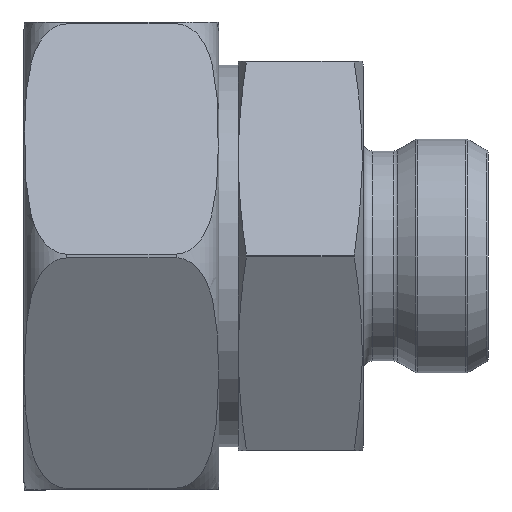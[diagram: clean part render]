
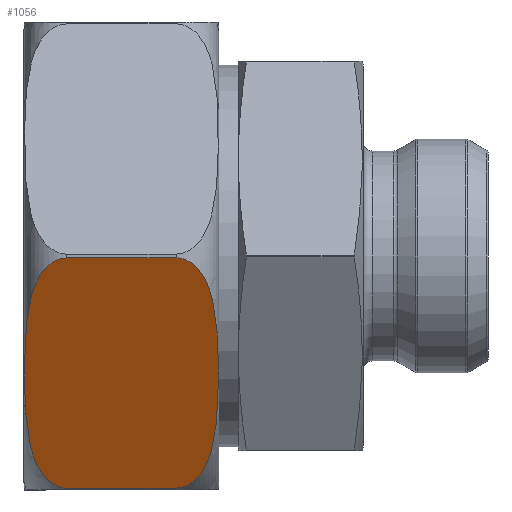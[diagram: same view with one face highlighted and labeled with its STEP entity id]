
A CAD part, front view. The second image highlights one B-rep face of the part: STEP entity #1056.
In plain terms, the highlighted face is planar.
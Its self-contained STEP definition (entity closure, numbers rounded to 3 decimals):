
#814=PLANE('',#5204);
#1056=ADVANCED_FACE('',(#1303),#814,.F.);
#1303=FACE_OUTER_BOUND('',#1622,.T.);
#1622=EDGE_LOOP('',(#2657,#2658,#2659,#2660));
#2032=B_SPLINE_CURVE_WITH_KNOTS('',3,(#7855,#7856,#7857,#7858,#7859,#7860,
#7861,#7862,#7863,#7864,#7865,#7866,#7867,#7868,#7869,#7870,#7871,#7872),
 .UNSPECIFIED.,.F.,.F.,(4,2,2,2,2,2,2,2,4),(0.,0.062,0.125,
0.25,0.5,0.75,0.875,0.938,1.),.UNSPECIFIED.);
#2034=B_SPLINE_CURVE_WITH_KNOTS('',3,(#7930,#7931,#7932,#7933,#7934,#7935,
#7936,#7937,#7938,#7939,#7940,#7941,#7942,#7943,#7944,#7945,#7946,#7947),
 .UNSPECIFIED.,.F.,.F.,(4,2,2,2,2,2,2,2,4),(0.,0.063,0.125,
0.25,0.5,0.75,0.875,0.938,1.),.UNSPECIFIED.);
#2657=ORIENTED_EDGE('',*,*,#4268,.T.);
#2658=ORIENTED_EDGE('',*,*,#4265,.T.);
#2659=ORIENTED_EDGE('',*,*,#4273,.T.);
#2660=ORIENTED_EDGE('',*,*,#4286,.T.);
#3794=VERTEX_POINT('',#7854);
#3795=VERTEX_POINT('',#7873);
#3797=VERTEX_POINT('',#7879);
#3800=VERTEX_POINT('',#7889);
#4265=EDGE_CURVE('',#3795,#3794,#2032,.T.);
#4268=EDGE_CURVE('',#3797,#3795,#4667,.T.);
#4273=EDGE_CURVE('',#3794,#3800,#4670,.T.);
#4286=EDGE_CURVE('',#3800,#3797,#2034,.T.);
#4667=LINE('',#7878,#4861);
#4670=LINE('',#7888,#4864);
#4861=VECTOR('',#5615,1.);
#4864=VECTOR('',#5626,1.);
#5204=AXIS2_PLACEMENT_3D('',#8069,#5696,#5697);
#5615=DIRECTION('',(-1.,0.,0.));
#5626=DIRECTION('',(1.,0.,0.));
#5696=DIRECTION('',(0.,0.5,0.866));
#5697=DIRECTION('',(0.,-0.866,0.5));
#7854=CARTESIAN_POINT('',(5.5,-0.246,-34.499));
#7855=CARTESIAN_POINT('',(5.5,-29.754,-17.462));
#7856=CARTESIAN_POINT('',(4.682,-29.754,-17.462));
#7857=CARTESIAN_POINT('',(3.911,-29.415,-17.658));
#7858=CARTESIAN_POINT('',(2.723,-28.474,-18.201));
#7859=CARTESIAN_POINT('',(2.27,-27.877,-18.546));
#7860=CARTESIAN_POINT('',(1.202,-26.012,-19.623));
#7861=CARTESIAN_POINT('',(0.835,-24.635,-20.418));
#7862=CARTESIAN_POINT('',(0.11,-20.554,-22.774));
#7863=CARTESIAN_POINT('',(0.092,-17.769,-24.382));
#7864=CARTESIAN_POINT('',(0.092,-12.245,-27.571));
#7865=CARTESIAN_POINT('',(0.105,-9.484,-29.166));
#7866=CARTESIAN_POINT('',(0.834,-5.363,-31.545));
#7867=CARTESIAN_POINT('',(1.208,-3.976,-32.345));
#7868=CARTESIAN_POINT('',(2.27,-2.124,-33.415));
#7869=CARTESIAN_POINT('',(2.719,-1.53,-33.758));
#7870=CARTESIAN_POINT('',(3.912,-0.584,-34.304));
#7871=CARTESIAN_POINT('',(4.68,-0.246,-34.499));
#7872=CARTESIAN_POINT('',(5.5,-0.246,-34.499));
#7873=CARTESIAN_POINT('',(5.5,-29.754,-17.462));
#7878=CARTESIAN_POINT('',(0.,-29.754,-17.462));
#7879=CARTESIAN_POINT('',(19.5,-29.754,-17.462));
#7888=CARTESIAN_POINT('',(0.,-0.246,-34.499));
#7889=CARTESIAN_POINT('',(19.5,-0.246,-34.499));
#7930=CARTESIAN_POINT('',(19.5,-0.246,-34.499));
#7931=CARTESIAN_POINT('',(20.318,-0.246,-34.499));
#7932=CARTESIAN_POINT('',(21.089,-0.585,-34.304));
#7933=CARTESIAN_POINT('',(22.277,-1.526,-33.76));
#7934=CARTESIAN_POINT('',(22.73,-2.123,-33.415));
#7935=CARTESIAN_POINT('',(23.798,-3.988,-32.339));
#7936=CARTESIAN_POINT('',(24.165,-5.365,-31.544));
#7937=CARTESIAN_POINT('',(24.89,-9.446,-29.187));
#7938=CARTESIAN_POINT('',(24.908,-12.231,-27.58));
#7939=CARTESIAN_POINT('',(24.908,-17.755,-24.39));
#7940=CARTESIAN_POINT('',(24.895,-20.516,-22.796));
#7941=CARTESIAN_POINT('',(24.166,-24.637,-20.417));
#7942=CARTESIAN_POINT('',(23.792,-26.024,-19.616));
#7943=CARTESIAN_POINT('',(22.73,-27.876,-18.547));
#7944=CARTESIAN_POINT('',(22.281,-28.47,-18.204));
#7945=CARTESIAN_POINT('',(21.088,-29.416,-17.657));
#7946=CARTESIAN_POINT('',(20.32,-29.754,-17.462));
#7947=CARTESIAN_POINT('',(19.5,-29.754,-17.462));
#8069=CARTESIAN_POINT('',(25.,-30.,-17.321));
